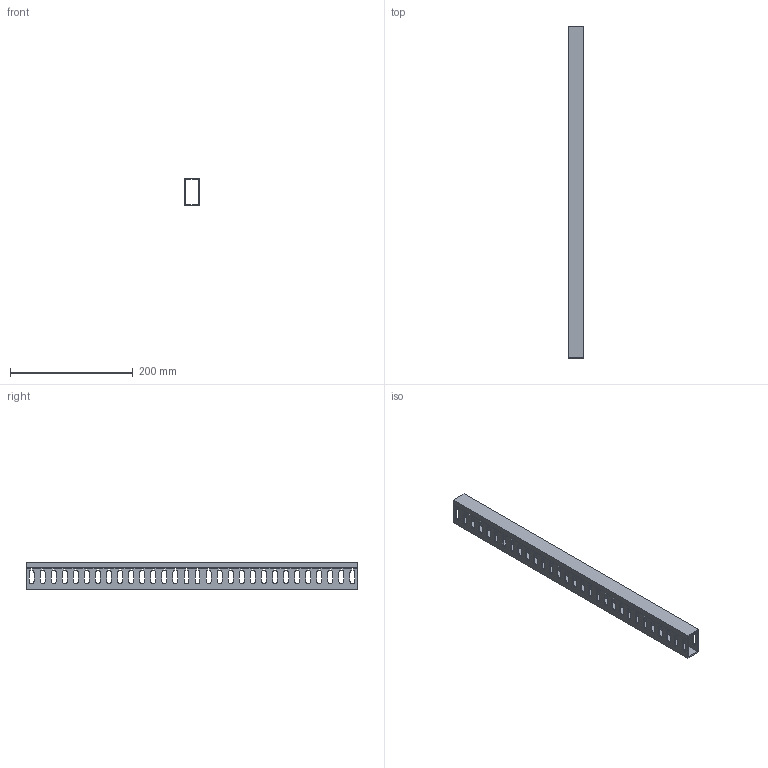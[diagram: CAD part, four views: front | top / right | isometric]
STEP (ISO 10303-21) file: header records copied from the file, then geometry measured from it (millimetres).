
FILE_DESCRIPTION(('FreeCAD Model'),'2;1');
FILE_NAME('Open CASCADE Shape Model','2023-03-11T12:37:03',(''),(''), 'Open CASCADE STEP processor 7.6','FreeCAD','Unknown');
FILE_SCHEMA(('AUTOMOTIVE_DESIGN { 1 0 10303 214 1 1 1 1 }'));
Length unit declared in the file: millimetre
Products named in the file (3): Slotted_Channel_360mm; Lid; Duct
Assembly tree (2 placements, depth 2):
  Slotted_Channel_360mm
    Lid
    Duct
Bounding box: 25 x 540 x 45 mm (x, y, z)
Volume: 120198 mm3; surface area: 131681.9 mm2
Topology: 2 solids, 2 shells, 500 faces, 1488 edges, 992 vertices
Faces by surface type: plane 320, cylinder 180
Entity records: 16838 total; most frequent: CARTESIAN_POINT 2983, ORIENTED_EDGE 2976, DIRECTION 2854, EDGE_CURVE 1488, LINE 1128, VECTOR 1128, VERTEX_POINT 992, AXIS2_PLACEMENT_3D 863
